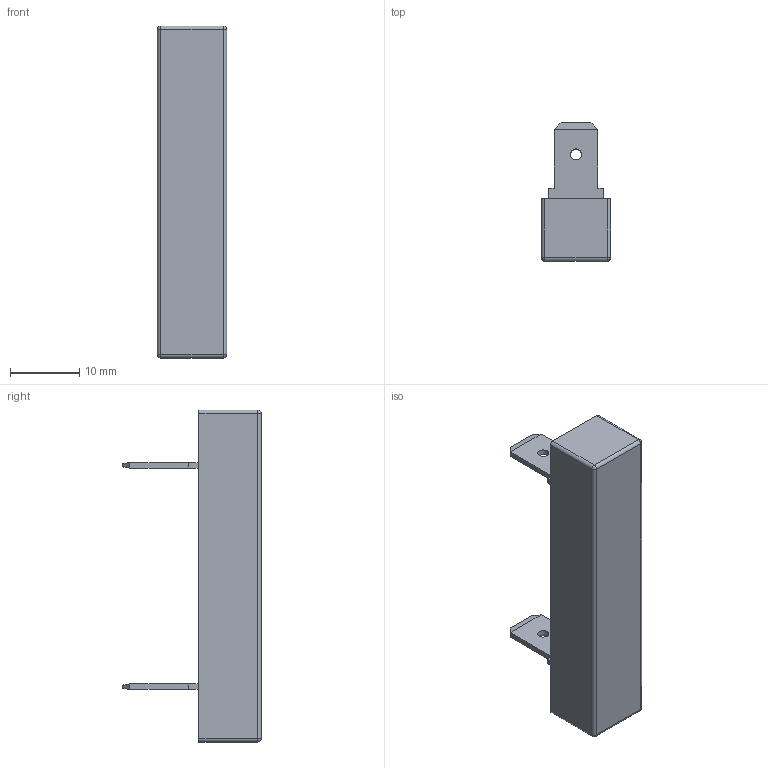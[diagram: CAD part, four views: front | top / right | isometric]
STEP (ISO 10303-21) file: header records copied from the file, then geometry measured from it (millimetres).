
FILE_DESCRIPTION (( 'STEP AP203' ), '1' );
FILE_NAME ('WPRT10AT.STEP', '2015-10-19T11:17:26', ( '' ), ( '' ), 'SwSTEP 2.0', 'SolidWorks 2015', '' );
FILE_SCHEMA (( 'CONFIG_CONTROL_DESIGN' ));
Length unit declared in the file: millimetre
Products named in the file (1): WPRT10AT
Bounding box: 10 x 20 x 48 mm (x, y, z)
Surface area: 2368.4 mm2 (no closed solid volume)
Topology: 0 solids, 3 shells, 53 faces, 128 edges, 76 vertices
Faces by surface type: plane 37, cylinder 12, sphere 4
Entity records: 1557 total; most frequent: DIRECTION 256, CARTESIAN_POINT 254, ORIENTED_EDGE 240, EDGE_CURVE 124, LINE 100, VECTOR 100, AXIS2_PLACEMENT_3D 78, VERTEX_POINT 76
